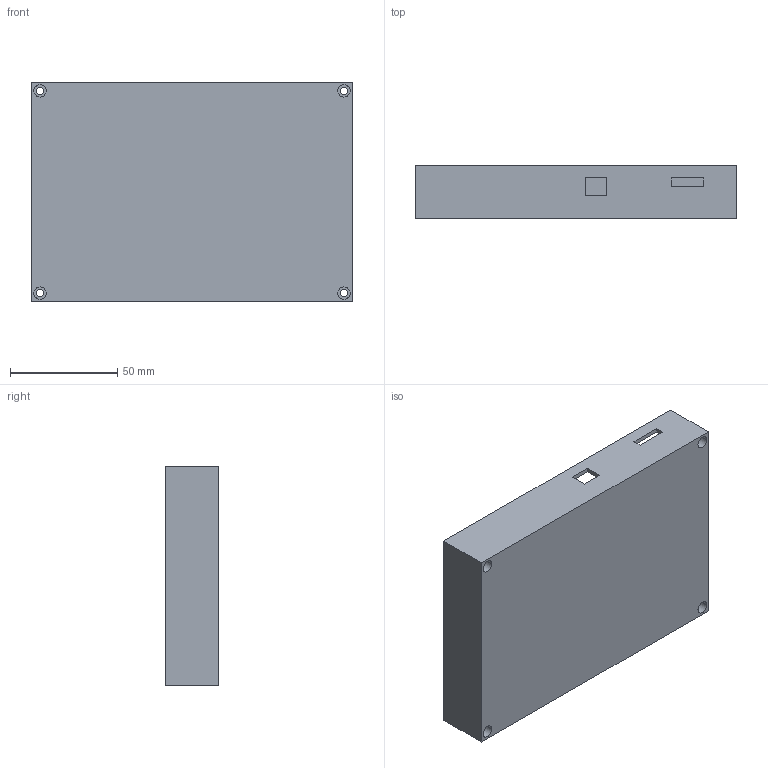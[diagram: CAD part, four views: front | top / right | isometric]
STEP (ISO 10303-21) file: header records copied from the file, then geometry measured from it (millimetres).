
FILE_DESCRIPTION((''),'2;1');
FILE_NAME('SCATOLA_RASP','2023-02-05T07:53:23',('alexb'),(''),'CREO PARAMETRIC BY PTC INC, 2022164','CREO PARAMETRIC BY PTC INC, 2022164','');
FILE_SCHEMA(('CONFIG_CONTROL_DESIGN'));
Length unit declared in the file: millimetre
Products named in the file (1): SCATOLA_RASP
Bounding box: 150 x 25 x 102.5 mm (x, y, z)
Volume: 54532.2 mm3; surface area: 55616.9 mm2
Topology: 1 solids, 1 shells, 62 faces, 156 edges, 104 vertices
Faces by surface type: plane 38, cylinder 24
Entity records: 1930 total; most frequent: DIRECTION 328, CARTESIAN_POINT 322, ORIENTED_EDGE 312, EDGE_CURVE 156, AXIS2_PLACEMENT_3D 110, VECTOR 108, LINE 108, VERTEX_POINT 104
